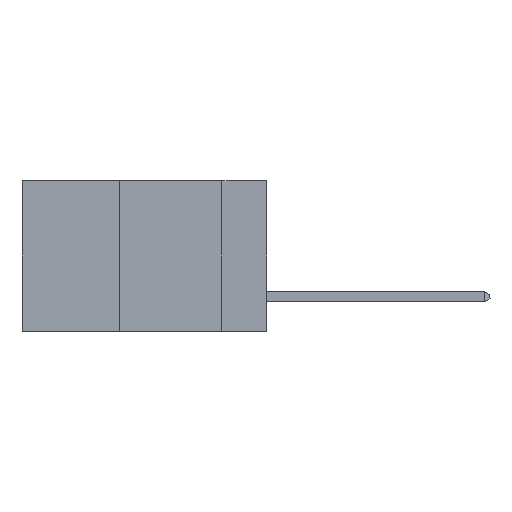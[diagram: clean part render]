
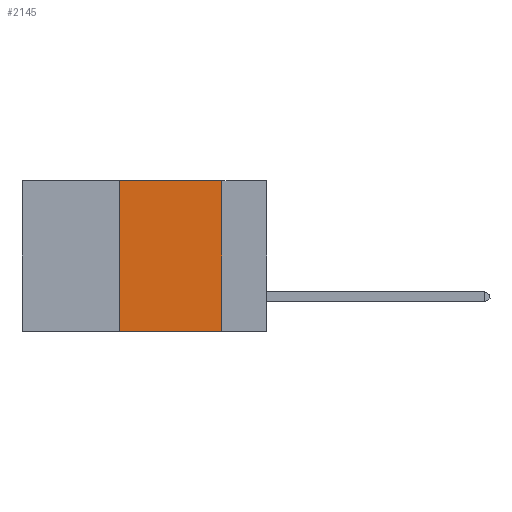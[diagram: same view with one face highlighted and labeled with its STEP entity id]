
A CAD part, left-side view. The second image highlights one B-rep face of the part: STEP entity #2145.
In plain terms, the highlighted planar face has unit normal (-1, 0, 0).
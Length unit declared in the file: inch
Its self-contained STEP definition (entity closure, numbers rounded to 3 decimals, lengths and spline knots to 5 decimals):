
#1105 = LINE ( 'NONE', #10354, #14364 ) ;
#1531 = VERTEX_POINT ( 'NONE', #32336 ) ;
#2145 = ADVANCED_FACE ( 'NONE', ( #11138 ), #26917, .F. ) ;
#3537 = EDGE_CURVE ( 'NONE', #28002, #19350, #28384, .T. ) ;
#4251 = CARTESIAN_POINT ( 'NONE',  ( 0., 0.11, 0. ) ) ;
#5194 = DIRECTION ( 'NONE',  ( 0., 0., 1. ) ) ;
#5302 = CARTESIAN_POINT ( 'NONE',  ( 0., 0.36, 0. ) ) ;
#8490 = CARTESIAN_POINT ( 'NONE',  ( 0., 0.36, -0.37 ) ) ;
#10354 = CARTESIAN_POINT ( 'NONE',  ( 0., 0.6, 0. ) ) ;
#10476 = ORIENTED_EDGE ( 'NONE', *, *, #22694, .F. ) ;
#10867 = ORIENTED_EDGE ( 'NONE', *, *, #11290, .F. ) ;
#10954 = CARTESIAN_POINT ( 'NONE',  ( 0., 0.36, 0. ) ) ;
#11138 = FACE_OUTER_BOUND ( 'NONE', #14496, .T. ) ;
#11290 = EDGE_CURVE ( 'NONE', #1531, #19350, #21978, .T. ) ;
#13014 = DIRECTION ( 'NONE',  ( 0., -1., 0. ) ) ;
#13796 = ORIENTED_EDGE ( 'NONE', *, *, #30681, .F. ) ;
#14364 = VECTOR ( 'NONE', #13014, 39.37008 ) ;
#14385 = VECTOR ( 'NONE', #15685, 39.37008 ) ;
#14496 = EDGE_LOOP ( 'NONE', ( #10867, #10476, #13796, #25732 ) ) ;
#14965 = VECTOR ( 'NONE', #30634, 39.37008 ) ;
#15430 = AXIS2_PLACEMENT_3D ( 'NONE', #29549, #32181, #16435 ) ;
#15685 = DIRECTION ( 'NONE',  ( 0., -1., 0. ) ) ;
#16435 = DIRECTION ( 'NONE',  ( 0., 0., -1. ) ) ;
#17136 = CARTESIAN_POINT ( 'NONE',  ( 0., 0.11, -0.37 ) ) ;
#19350 = VERTEX_POINT ( 'NONE', #17136 ) ;
#21978 = LINE ( 'NONE', #4251, #14965 ) ;
#22182 = VERTEX_POINT ( 'NONE', #10954 ) ;
#22694 = EDGE_CURVE ( 'NONE', #22182, #1531, #1105, .T. ) ;
#25732 = ORIENTED_EDGE ( 'NONE', *, *, #3537, .T. ) ;
#26917 = PLANE ( 'NONE',  #15430 ) ;
#27425 = VECTOR ( 'NONE', #5194, 39.37008 ) ;
#28002 = VERTEX_POINT ( 'NONE', #8490 ) ;
#28238 = LINE ( 'NONE', #5302, #27425 ) ;
#28384 = LINE ( 'NONE', #28829, #14385 ) ;
#28829 = CARTESIAN_POINT ( 'NONE',  ( 0., 0.6, -0.37 ) ) ;
#29549 = CARTESIAN_POINT ( 'NONE',  ( 0., 0.6, 0. ) ) ;
#30634 = DIRECTION ( 'NONE',  ( 0., 0., -1. ) ) ;
#30681 = EDGE_CURVE ( 'NONE', #28002, #22182, #28238, .T. ) ;
#32181 = DIRECTION ( 'NONE',  ( 1., 0., 0. ) ) ;
#32336 = CARTESIAN_POINT ( 'NONE',  ( 0., 0.11, 0. ) ) ;
